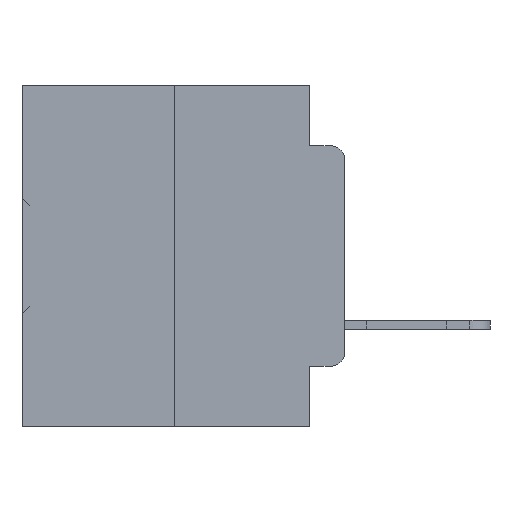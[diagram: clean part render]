
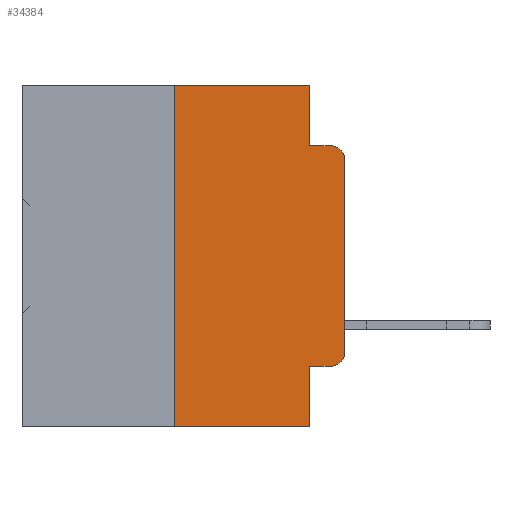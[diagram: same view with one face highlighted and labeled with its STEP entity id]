
A CAD part, left-side view. The second image highlights one B-rep face of the part: STEP entity #34384.
In plain terms, the highlighted planar face has unit normal (-1, 0, 0).
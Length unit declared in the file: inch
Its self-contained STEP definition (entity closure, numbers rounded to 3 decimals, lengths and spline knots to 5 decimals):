
#689 = CARTESIAN_POINT ( 'NONE',  ( 0., 0.051, -0.0885 ) ) ;
#2601 = LINE ( 'NONE', #19688, #18103 ) ;
#2783 = DIRECTION ( 'NONE',  ( 0., 0., 1. ) ) ;
#3314 = DIRECTION ( 'NONE',  ( 0., -1., 0. ) ) ;
#3449 = CARTESIAN_POINT ( 'NONE',  ( 0., 0.473, -0.5 ) ) ;
#3585 = ORIENTED_EDGE ( 'NONE', *, *, #11067, .F. ) ;
#3672 = VECTOR ( 'NONE', #17682, 39.37008 ) ;
#4622 = CARTESIAN_POINT ( 'NONE',  ( 0., 0.051, -0.0885 ) ) ;
#4928 = ORIENTED_EDGE ( 'NONE', *, *, #18126, .F. ) ;
#7575 = ORIENTED_EDGE ( 'NONE', *, *, #18392, .F. ) ;
#7783 = DIRECTION ( 'NONE',  ( 0., -1., 0. ) ) ;
#9363 = VECTOR ( 'NONE', #3314, 39.37008 ) ;
#9579 = VECTOR ( 'NONE', #7783, 39.37008 ) ;
#11038 = CARTESIAN_POINT ( 'NONE',  ( 0., 0., 0. ) ) ;
#11067 = EDGE_CURVE ( 'NONE', #20361, #15754, #13666, .T. ) ;
#12328 = DIRECTION ( 'NONE',  ( 0., -1., 0. ) ) ;
#12635 = VERTEX_POINT ( 'NONE', #31266 ) ;
#12692 = VECTOR ( 'NONE', #12328, 39.37008 ) ;
#12697 = CARTESIAN_POINT ( 'NONE',  ( 0., 0.02, -0.4115 ) ) ;
#12727 = CARTESIAN_POINT ( 'NONE',  ( 0., 0.051, -0.5 ) ) ;
#12911 = CARTESIAN_POINT ( 'NONE',  ( 0., 0.473, 0. ) ) ;
#13498 = AXIS2_PLACEMENT_3D ( 'NONE', #34089, #17499, #36590 ) ;
#13666 = LINE ( 'NONE', #12911, #12692 ) ;
#13757 = ORIENTED_EDGE ( 'NONE', *, *, #18560, .T. ) ;
#14111 = DIRECTION ( 'NONE',  ( 0., 0., 1. ) ) ;
#14638 = CARTESIAN_POINT ( 'NONE',  ( 0., 0.02, -0.3915 ) ) ;
#15486 = PLANE ( 'NONE',  #33670 ) ;
#15573 = EDGE_CURVE ( 'NONE', #21456, #16612, #17488, .T. ) ;
#15754 = VERTEX_POINT ( 'NONE', #30188 ) ;
#16320 = VECTOR ( 'NONE', #14111, 39.37008 ) ;
#16475 = ORIENTED_EDGE ( 'NONE', *, *, #18446, .T. ) ;
#16612 = VERTEX_POINT ( 'NONE', #12727 ) ;
#16749 = ORIENTED_EDGE ( 'NONE', *, *, #15573, .T. ) ;
#16997 = EDGE_LOOP ( 'NONE', ( #18317, #21731, #31826, #4928, #3585, #17440, #16749, #7575, #16475, #13757 ) ) ;
#17309 = AXIS2_PLACEMENT_3D ( 'NONE', #14638, #34193, #17640 ) ;
#17440 = ORIENTED_EDGE ( 'NONE', *, *, #18227, .F. ) ;
#17488 = LINE ( 'NONE', #3449, #9363 ) ;
#17499 = DIRECTION ( 'NONE',  ( -1., 0., 0. ) ) ;
#17640 = DIRECTION ( 'NONE',  ( 0., 0., -1. ) ) ;
#17682 = DIRECTION ( 'NONE',  ( 0., 0., -1. ) ) ;
#17902 = EDGE_CURVE ( 'NONE', #24772, #12635, #23274, .T. ) ;
#17954 = EDGE_CURVE ( 'NONE', #12635, #33779, #19520, .T. ) ;
#18012 = EDGE_CURVE ( 'NONE', #25464, #33779, #25456, .T. ) ;
#18103 = VECTOR ( 'NONE', #35982, 39.37008 ) ;
#18126 = EDGE_CURVE ( 'NONE', #15754, #25464, #20884, .T. ) ;
#18227 = EDGE_CURVE ( 'NONE', #21456, #20361, #32100, .T. ) ;
#18317 = ORIENTED_EDGE ( 'NONE', *, *, #17902, .T. ) ;
#18392 = EDGE_CURVE ( 'NONE', #22238, #16612, #28381, .T. ) ;
#18446 = EDGE_CURVE ( 'NONE', #22238, #20130, #2601, .T. ) ;
#18450 = DIRECTION ( 'NONE',  ( 1., 0., 0. ) ) ;
#18481 = CARTESIAN_POINT ( 'NONE',  ( 0., 0.02, -0.0885 ) ) ;
#18560 = EDGE_CURVE ( 'NONE', #20130, #24772, #29617, .T. ) ;
#19520 = CIRCLE ( 'NONE', #13498, 0.02 ) ;
#19688 = CARTESIAN_POINT ( 'NONE',  ( 0., 0.051, -0.4115 ) ) ;
#20130 = VERTEX_POINT ( 'NONE', #12697 ) ;
#20361 = VERTEX_POINT ( 'NONE', #20382 ) ;
#20382 = CARTESIAN_POINT ( 'NONE',  ( 0., 0.25, 0. ) ) ;
#20884 = LINE ( 'NONE', #34241, #3672 ) ;
#21456 = VERTEX_POINT ( 'NONE', #31362 ) ;
#21565 = FACE_OUTER_BOUND ( 'NONE', #16997, .T. ) ;
#21731 = ORIENTED_EDGE ( 'NONE', *, *, #17954, .T. ) ;
#22238 = VERTEX_POINT ( 'NONE', #25461 ) ;
#22463 = DIRECTION ( 'NONE',  ( 0., 0., -1. ) ) ;
#23274 = LINE ( 'NONE', #11038, #16320 ) ;
#24772 = VERTEX_POINT ( 'NONE', #30710 ) ;
#25456 = LINE ( 'NONE', #4622, #9579 ) ;
#25461 = CARTESIAN_POINT ( 'NONE',  ( 0., 0.051, -0.4115 ) ) ;
#25464 = VERTEX_POINT ( 'NONE', #689 ) ;
#26894 = CARTESIAN_POINT ( 'NONE',  ( 0., 0.25, 0. ) ) ;
#27548 = VECTOR ( 'NONE', #22463, 39.37008 ) ;
#28381 = LINE ( 'NONE', #33099, #27548 ) ;
#29617 = CIRCLE ( 'NONE', #17309, 0.02 ) ;
#30188 = CARTESIAN_POINT ( 'NONE',  ( 0., 0.051, 0. ) ) ;
#30710 = CARTESIAN_POINT ( 'NONE',  ( 0., 0., -0.3915 ) ) ;
#31266 = CARTESIAN_POINT ( 'NONE',  ( 0., 0., -0.1085 ) ) ;
#31362 = CARTESIAN_POINT ( 'NONE',  ( 0., 0.25, -0.5 ) ) ;
#31826 = ORIENTED_EDGE ( 'NONE', *, *, #18012, .F. ) ;
#32100 = LINE ( 'NONE', #26894, #37216 ) ;
#33099 = CARTESIAN_POINT ( 'NONE',  ( 0., 0.051, 0. ) ) ;
#33670 = AXIS2_PLACEMENT_3D ( 'NONE', #34918, #18450, #37360 ) ;
#33779 = VERTEX_POINT ( 'NONE', #18481 ) ;
#34089 = CARTESIAN_POINT ( 'NONE',  ( 0., 0.02, -0.1085 ) ) ;
#34193 = DIRECTION ( 'NONE',  ( -1., 0., 0. ) ) ;
#34241 = CARTESIAN_POINT ( 'NONE',  ( 0., 0.051, 0. ) ) ;
#34384 = ADVANCED_FACE ( 'NONE', ( #21565 ), #15486, .F. ) ;
#34918 = CARTESIAN_POINT ( 'NONE',  ( 0., 0.473, 0. ) ) ;
#35982 = DIRECTION ( 'NONE',  ( 0., -1., 0. ) ) ;
#36590 = DIRECTION ( 'NONE',  ( 0., 0., -1. ) ) ;
#37216 = VECTOR ( 'NONE', #2783, 39.37008 ) ;
#37360 = DIRECTION ( 'NONE',  ( 0., 0., -1. ) ) ;
